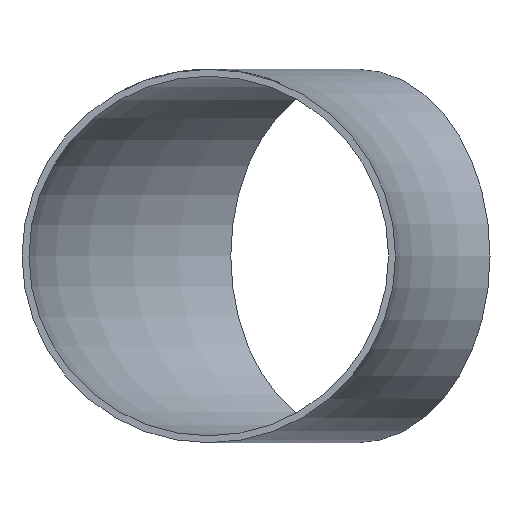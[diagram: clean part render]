
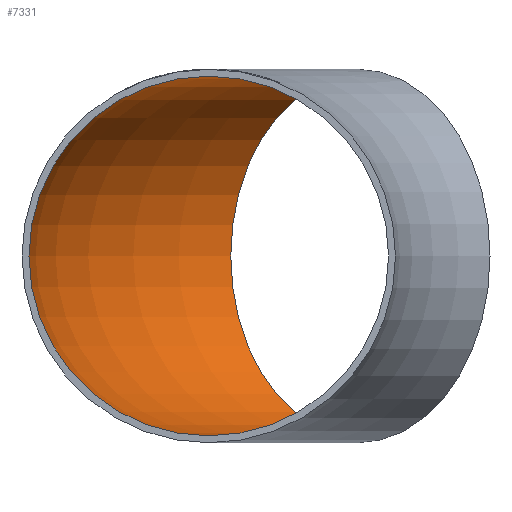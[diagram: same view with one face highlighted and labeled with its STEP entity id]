
A CAD part, front view. The second image highlights one B-rep face of the part: STEP entity #7331.
In plain terms, the highlighted toroidal (fillet/blend) face has major radius 190.5 mm and minor radius 67.25 mm.
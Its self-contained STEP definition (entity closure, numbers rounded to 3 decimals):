
#1256 = VERTEX_POINT ( 'NONE', #3593 ) ;
#1658 = AXIS2_PLACEMENT_3D ( 'NONE', #12499, #1859, #18544 ) ;
#1689 = CARTESIAN_POINT ( 'NONE',  ( 0., 0., 0. ) ) ;
#1859 = DIRECTION ( 'NONE',  ( 0., 1., 0. ) ) ;
#2476 = DIRECTION ( 'NONE',  ( -0.707, 0.707, 0. ) ) ;
#3421 = DIRECTION ( 'NONE',  ( -1., 0., 0. ) ) ;
#3593 = CARTESIAN_POINT ( 'NONE',  ( -182.257, 182.257, 0. ) ) ;
#5539 = CARTESIAN_POINT ( 'NONE',  ( -190.5, 0., 67.25 ) ) ;
#7331 = ADVANCED_FACE ( 'NONE', ( #13042, #20430 ), #18715, .F. ) ;
#7495 = CIRCLE ( 'NONE', #21034, 67.25 ) ;
#8105 = EDGE_CURVE ( 'NONE', #1256, #1256, #7495, .T. ) ;
#8748 = VERTEX_POINT ( 'NONE', #5539 ) ;
#12243 = CARTESIAN_POINT ( 'NONE',  ( -134.704, 134.704, 0. ) ) ;
#12499 = CARTESIAN_POINT ( 'NONE',  ( -190.5, 0., 0. ) ) ;
#13019 = ORIENTED_EDGE ( 'NONE', *, *, #21831, .F. ) ;
#13042 = FACE_OUTER_BOUND ( 'NONE', #20903, .T. ) ;
#17561 = AXIS2_PLACEMENT_3D ( 'NONE', #1689, #18259, #3421 ) ;
#17660 = EDGE_LOOP ( 'NONE', ( #13019 ) ) ;
#18259 = DIRECTION ( 'NONE',  ( 0., 0., -1. ) ) ;
#18544 = DIRECTION ( 'NONE',  ( 0., 0., 1. ) ) ;
#18715 = TOROIDAL_SURFACE ( 'NONE', #17561, 190.5, 67.25 ) ;
#18835 = ORIENTED_EDGE ( 'NONE', *, *, #8105, .T. ) ;
#20430 = FACE_OUTER_BOUND ( 'NONE', #17660, .T. ) ;
#20903 = EDGE_LOOP ( 'NONE', ( #18835 ) ) ;
#21034 = AXIS2_PLACEMENT_3D ( 'NONE', #12243, #21435, #2476 ) ;
#21435 = DIRECTION ( 'NONE',  ( 0.707, 0.707, 0. ) ) ;
#21831 = EDGE_CURVE ( 'NONE', #8748, #8748, #23068, .T. ) ;
#23068 = CIRCLE ( 'NONE', #1658, 67.25 ) ;
